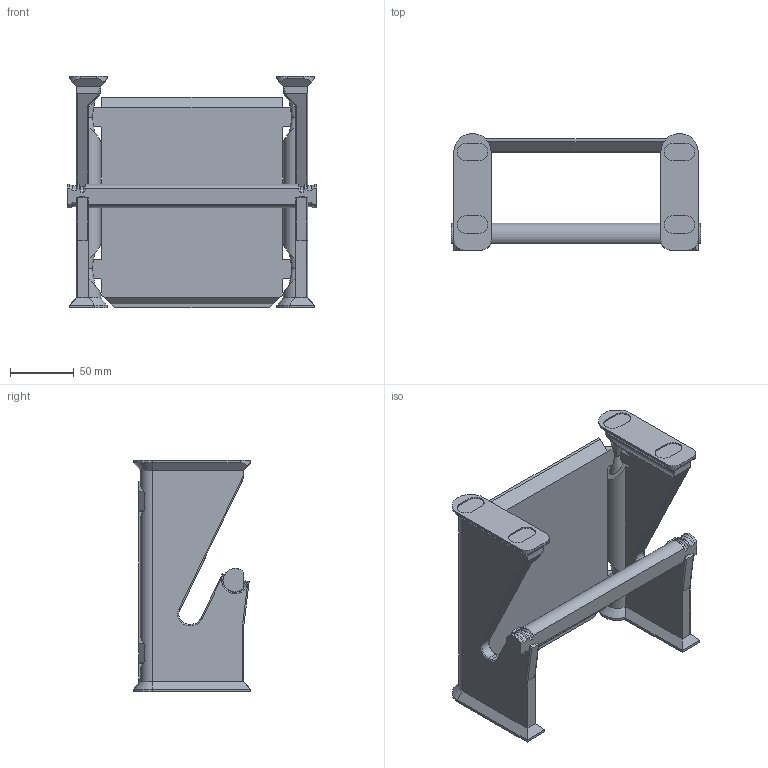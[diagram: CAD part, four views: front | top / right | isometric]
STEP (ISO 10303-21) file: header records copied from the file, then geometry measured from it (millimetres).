
FILE_DESCRIPTION(/* description */ (''),/* implementation_level */ '2;1');
FILE_NAME(/* name */ 'MUNBYN Rack v10 .2 tol.step',/* time_stamp */ '2025-06-16T01:15:50-07:00',/* author */ (''),/* organization */ (''),/* preprocessor_version */ 'ST-DEVELOPER v20.1',/* originating_system */ 'Autodesk Translation Framework v14.10.0.0',/* authorisation */ '');
FILE_SCHEMA (('AUTOMOTIVE_DESIGN { 1 0 10303 214 3 1 1 }'));
Length unit declared in the file: millimetre
Products named in the file (5): MUNBYN Rack; Sides; Component4; Back/Front; Component5
Assembly tree (4 placements, depth 3):
  MUNBYN Rack
    Sides
      Component4
    Back/Front
    Component5
Bounding box: 195 x 91.32 x 181.25 mm (x, y, z)
Volume: 581526.1 mm3; surface area: 158714.6 mm2
Topology: 4 solids, 4 shells, 289 faces, 769 edges, 482 vertices
Faces by surface type: plane 144, cylinder 75, cone 38, bspline 18, torus 14
Full cylindrical faces by diameter (mm): 13.6 x4, 14 x6
Entity records: 10233 total; most frequent: CARTESIAN_POINT 3033, ORIENTED_EDGE 1538, DIRECTION 1459, EDGE_CURVE 769, AXIS2_PLACEMENT_3D 532, VERTEX_POINT 482, LINE 395, VECTOR 395
